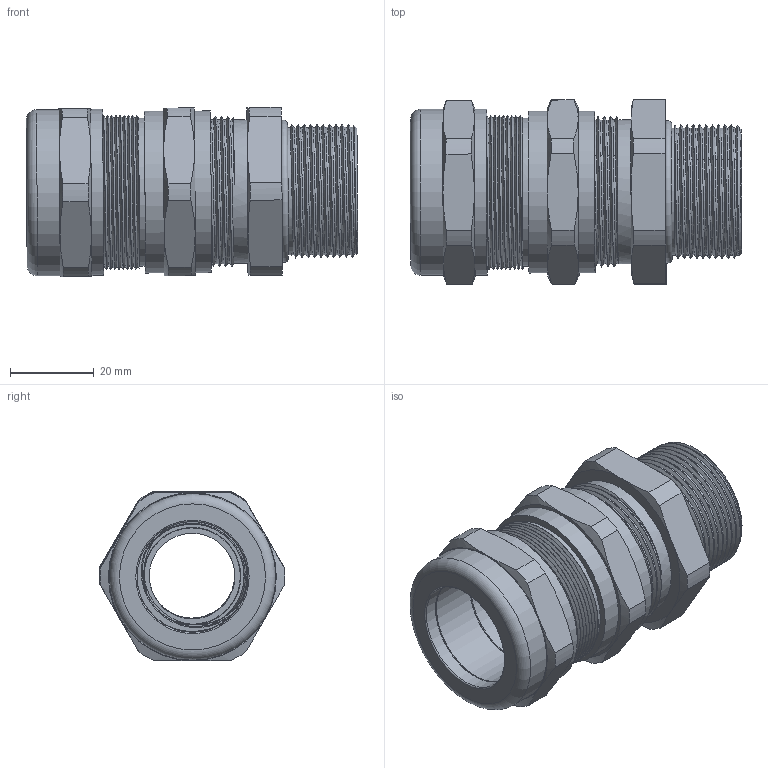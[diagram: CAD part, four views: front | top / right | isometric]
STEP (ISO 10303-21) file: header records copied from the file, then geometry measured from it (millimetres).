
FILE_DESCRIPTION(/* description */ ('RST-Gamma-X-Universal M32'),/* implementation_level */ '2;1');
FILE_NAME(/* name */ 'KBAU3SM32-RST.stp',/* time_stamp */ '2020-03-26T14:42:39+01:00',/* author */ ('sl'),/* organization */ (''),/* preprocessor_version */ 'ST-DEVELOPER v16.5',/* originating_system */ 'Autodesk Inventor 2017',/* authorisation */ '');
FILE_SCHEMA (('AUTOMOTIVE_DESIGN { 1 0 10303 214 3 1 1 }'));
Length unit declared in the file: millimetre
Products named in the file (11): KBAU3SM32; KBAU3SM32_1; KBAU3SM32_2; KBAU2M25; KBAU3SM32_3; KBAU3SM32_4; KBAU3SM32_5; KBAU3SM32_6; KBAU3SM32_7; KBAU3SM32_8; KBAU3SM32_9
Assembly tree (10 placements, depth 2):
  KBAU3SM32
    KBAU3SM32_1
    KBAU3SM32_2
    KBAU2M25
    KBAU3SM32_3
    KBAU3SM32_4
    KBAU3SM32_5
    KBAU3SM32_6
    KBAU3SM32_7
    KBAU3SM32_8
    KBAU3SM32_9
Bounding box: 78.96 x 44.09 x 40.34 mm (x, y, z)
Volume: 45892.9 mm3; surface area: 43858.3 mm2
Topology: 11 solids, 11 shells, 310 faces, 705 edges, 438 vertices
Faces by surface type: cylinder 117, plane 69, cone 52, torus 36, bspline 28, sphere 8
Full cylindrical faces by diameter (mm): 20.4 x1, 20.45 x1, 20.52 x1, 25.77 x1, 25.8 x1, 26.16 x1, 26.3 x1, 26.32 x1, 26.39 x1, 26.4 x1, 27.84 x1, 29.55 x2, 30.328 x10, 30.43 x2, 30.65 x2, 31.3 x2, 31.4 x2, 31.46 x2, 32.46 x1, 32.63 x1, 32.65 x1, 34.268 x7, 34.45 x5, 35.238 x1, 37.25 x2, 38.102 x1, 38.5 x1, 38.53 x1, 39.58 x2
Entity records: 16871 total; most frequent: CARTESIAN_POINT 10781, DIRECTION 1227, ORIENTED_EDGE 1098, EDGE_CURVE 549, AXIS2_PLACEMENT_3D 538, EDGE_LOOP 406, VERTEX_POINT 383, FACE_OUTER_BOUND 287
